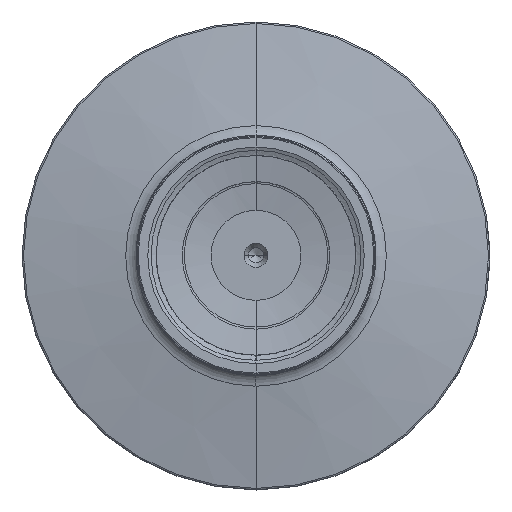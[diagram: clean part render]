
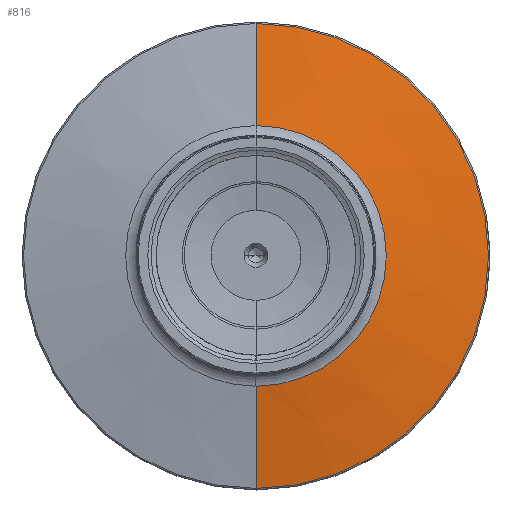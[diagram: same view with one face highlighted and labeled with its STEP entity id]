
A CAD part, top view. The second image highlights one B-rep face of the part: STEP entity #816.
In plain terms, the highlighted conical face has half-angle 79.951 degrees and reference radius 30.239 mm.
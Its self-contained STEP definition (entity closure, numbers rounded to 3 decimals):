
#95=CARTESIAN_POINT('',(0.,0.,12.044));
#96=DIRECTION('',(0.,0.,1.));
#97=DIRECTION('',(0.,-1.,0.));
#98=AXIS2_PLACEMENT_3D('',#95,#96,#97);
#100=CARTESIAN_POINT('',(0.,0.,15.061));
#101=DIRECTION('',(0.,0.,1.));
#102=DIRECTION('',(0.,-1.,0.));
#103=AXIS2_PLACEMENT_3D('',#100,#101,#102);
#110=DIRECTION('',(0.,-0.985,0.174));
#111=VECTOR('',#110,17.291);
#112=CARTESIAN_POINT('',(0.,38.752,12.044));
#113=LINE('',#112,#111);
#119=DIRECTION('',(0.,0.985,0.174));
#120=VECTOR('',#119,17.291);
#121=CARTESIAN_POINT('',(0.,-38.752,
12.044));
#122=LINE('',#121,#120);
#672=CARTESIAN_POINT('',(0.,21.727,15.061));
#673=CARTESIAN_POINT('',(0.,-21.727,15.061));
#674=VERTEX_POINT('',#672);
#675=VERTEX_POINT('',#673);
#688=CARTESIAN_POINT('',(0.,-38.752,12.044));
#689=CARTESIAN_POINT('',(0.,38.752,12.044));
#690=VERTEX_POINT('',#688);
#691=VERTEX_POINT('',#689);
#802=CARTESIAN_POINT('',(0.,0.,13.553));
#803=DIRECTION('',(0.,0.,-1.));
#804=DIRECTION('',(0.,-1.,0.));
#805=AXIS2_PLACEMENT_3D('',#802,#803,#804);
#806=CONICAL_SURFACE('',#805,30.239,79.951);
#807=ORIENTED_EDGE('',*,*,#792,.F.);
#809=ORIENTED_EDGE('',*,*,#808,.T.);
#811=ORIENTED_EDGE('',*,*,#810,.T.);
#813=ORIENTED_EDGE('',*,*,#812,.F.);
#814=EDGE_LOOP('',(#807,#809,#811,#813));
#815=FACE_OUTER_BOUND('',#814,.F.);
#816=ADVANCED_FACE('',(#815),#806,.T.);
#99=CIRCLE('',#98,38.752);
#104=CIRCLE('',#103,21.727);
#792=EDGE_CURVE('',#690,#691,#99,.T.);
#808=EDGE_CURVE('',#690,#675,#122,.T.);
#810=EDGE_CURVE('',#675,#674,#104,.T.);
#812=EDGE_CURVE('',#691,#674,#113,.T.);
